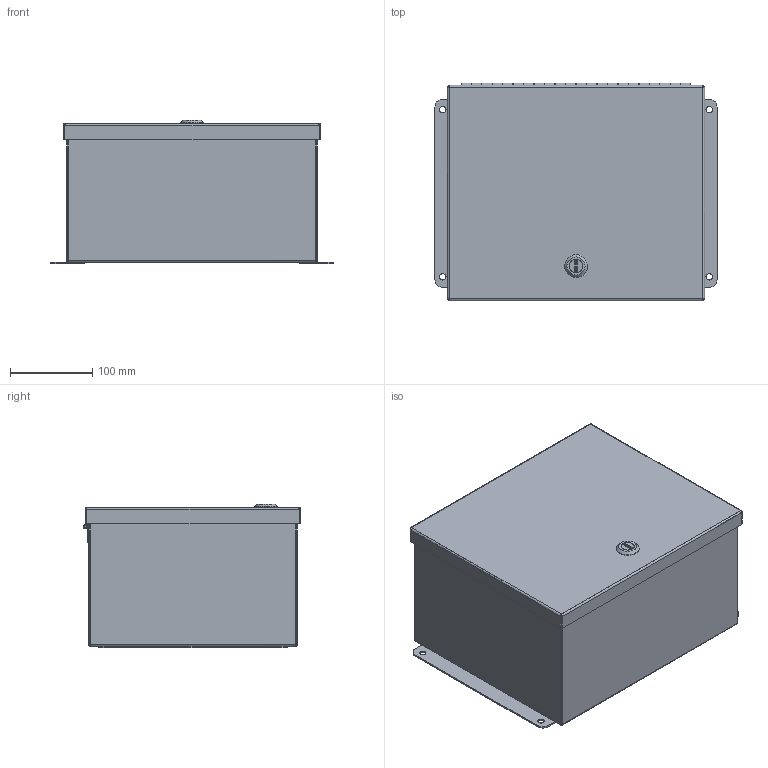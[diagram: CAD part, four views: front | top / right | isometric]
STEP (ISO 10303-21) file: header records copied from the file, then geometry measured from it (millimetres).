
FILE_DESCRIPTION (( 'STEP AP214' ), '1' );
FILE_NAME ('BN4121006CHQT.STEP', '2019-08-07T12:20:44', ( '' ), ( '' ), 'SwSTEP 2.0', 'SolidWorks 2018', '' );
FILE_SCHEMA (( 'AUTOMOTIVE_DESIGN' ));
Length unit declared in the file: inch
Products named in the file (1): BN4121006CHQT
Bounding box: 342.9 x 264.31 x 174.97 mm (x, y, z)
Volume: 714794.8 mm3; surface area: 860023.7 mm2
Topology: 21 solids, 21 shells, 785 faces, 1876 edges, 1150 vertices
Faces by surface type: plane 396, cylinder 261, bspline 84, torus 24, cone 20
Full cylindrical faces by diameter (mm): 2.54 x1, 2.957 x22, 3.048 x6, 3.962 x4, 4.826 x1, 5 x1, 6 x1, 6.35 x1, 7.62 x4, 7.874 x4, 9.9 x1, 10 x2, 10.2 x1, 11.05 x1, 12.8 x1, 13.5 x1, 15.2 x1, 15.8 x1, 15.875 x4, 16.1 x2, 19.8 x2, 22 x1, 28 x2
Entity records: 38984 total; most frequent: CARTESIAN_POINT 11385, ORIENTED_EDGE 3488, DIRECTION 3349, EDGE_CURVE 1744, AXIS2_PLACEMENT_3D 1149, VERTEX_POINT 1109, LINE 1051, VECTOR 1051
